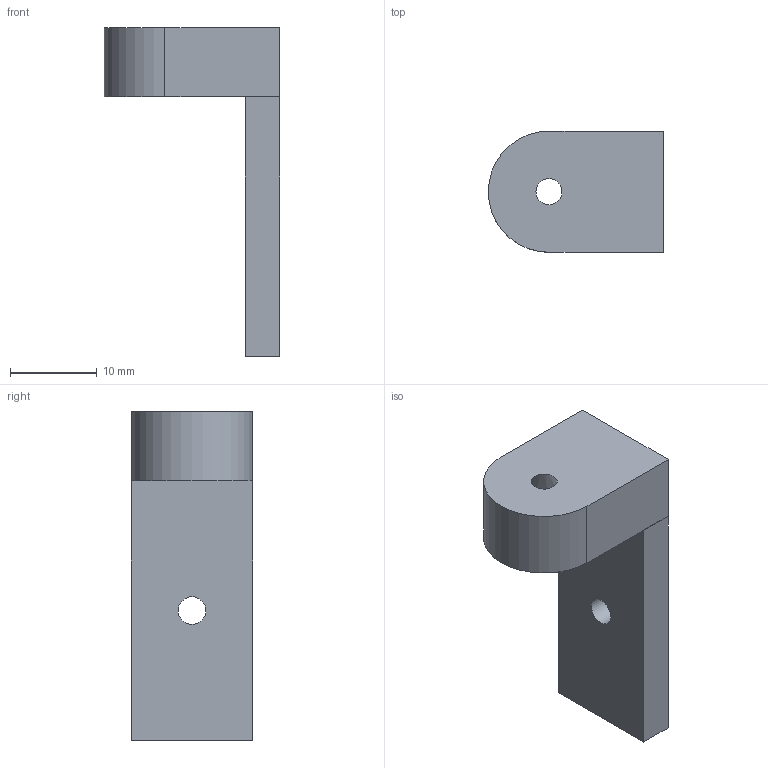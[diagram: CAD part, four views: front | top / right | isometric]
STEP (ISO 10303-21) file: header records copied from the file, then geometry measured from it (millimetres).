
FILE_DESCRIPTION(/* description */ (''),/* implementation_level */ '2;1');
FILE_NAME(/* name */ 'SpoolHolderRiserAndGuide.stp',/* time_stamp */ '2021-04-21T13:39:44-04:00',/* author */ ('Eric'),/* organization */ (''),/* preprocessor_version */ 'ST-DEVELOPER v18.1',/* originating_system */ 'Autodesk Inventor 2021',/* authorisation */ '');
FILE_SCHEMA (('AUTOMOTIVE_DESIGN { 1 0 10303 214 3 1 1 }'));
Length unit declared in the file: millimetre
Products named in the file (1): SpoolHolder
Bounding box: 20.27 x 14 x 38 mm (x, y, z)
Volume: 3073 mm3; surface area: 2814.1 mm2
Topology: 2 solids, 2 shells, 20 faces, 55 edges, 39 vertices
Faces by surface type: plane 11, cylinder 6, cone 3
Full cylindrical faces by diameter (mm): 2 x2, 2.2 x2, 3.2 x1
Entity records: 704 total; most frequent: DIRECTION 118, CARTESIAN_POINT 113, ORIENTED_EDGE 106, EDGE_CURVE 53, AXIS2_PLACEMENT_3D 44, VERTEX_POINT 39, EDGE_LOOP 30, LINE 30
